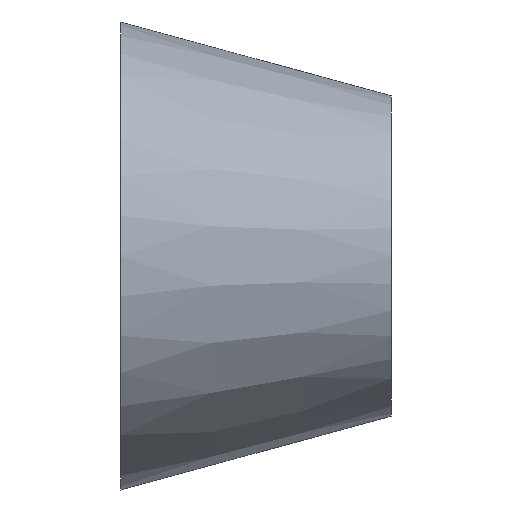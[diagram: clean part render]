
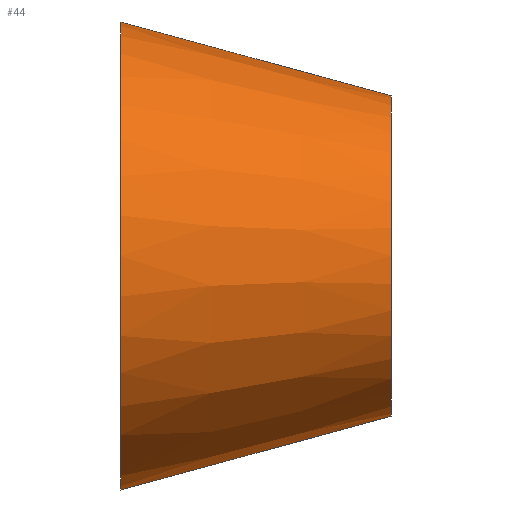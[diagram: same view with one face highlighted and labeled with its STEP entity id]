
A CAD part, front view. The second image highlights one B-rep face of the part: STEP entity #44.
In plain terms, the highlighted conical face has half-angle 15.255 degrees and reference radius 13 mm.
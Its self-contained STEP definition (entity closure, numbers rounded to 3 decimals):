
#11 = CARTESIAN_POINT ( 'NONE',  ( 22., 0., 13. ) ) ;
#12 = CARTESIAN_POINT ( 'NONE',  ( 22., 0., 13. ) ) ;
#20 = VECTOR ( 'NONE', #88, 1000. ) ;
#27 = CARTESIAN_POINT ( 'NONE',  ( 0., 0., -19. ) ) ;
#31 = CARTESIAN_POINT ( 'NONE',  ( 22., 0., -13. ) ) ;
#41 = DIRECTION ( 'NONE',  ( -1., 0., 0. ) ) ;
#44 = ADVANCED_FACE ( 'NONE', ( #140 ), #78, .T. ) ;
#48 = DIRECTION ( 'NONE',  ( 1., 0., 0. ) ) ;
#50 = DIRECTION ( 'NONE',  ( 0., 0., -1. ) ) ;
#52 = CARTESIAN_POINT ( 'NONE',  ( 0., 0., 0. ) ) ;
#54 = CARTESIAN_POINT ( 'NONE',  ( 0., 0., 19. ) ) ;
#74 = AXIS2_PLACEMENT_3D ( 'NONE', #240, #48, #50 ) ;
#78 = CONICAL_SURFACE ( 'NONE', #220, 13., 0.266 ) ;
#87 = CIRCLE ( 'NONE', #74, 13. ) ;
#88 = DIRECTION ( 'NONE',  ( -0.965, 0., -0.263 ) ) ;
#90 = DIRECTION ( 'NONE',  ( -0.965, 0., 0.263 ) ) ;
#92 = EDGE_CURVE ( 'NONE', #234, #143, #163, .T. ) ;
#104 = CARTESIAN_POINT ( 'NONE',  ( 22., 0., 0. ) ) ;
#110 = LINE ( 'NONE', #184, #20 ) ;
#122 = ORIENTED_EDGE ( 'NONE', *, *, #209, .T. ) ;
#128 = DIRECTION ( 'NONE',  ( 1., 0., 0. ) ) ;
#131 = EDGE_CURVE ( 'NONE', #177, #160, #87, .T. ) ;
#134 = VECTOR ( 'NONE', #90, 1000. ) ;
#140 = FACE_OUTER_BOUND ( 'NONE', #218, .T. ) ;
#141 = ORIENTED_EDGE ( 'NONE', *, *, #131, .F. ) ;
#143 = VERTEX_POINT ( 'NONE', #27 ) ;
#159 = ORIENTED_EDGE ( 'NONE', *, *, #204, .F. ) ;
#160 = VERTEX_POINT ( 'NONE', #31 ) ;
#163 = CIRCLE ( 'NONE', #245, 19. ) ;
#177 = VERTEX_POINT ( 'NONE', #11 ) ;
#184 = CARTESIAN_POINT ( 'NONE',  ( 22., 0., -13. ) ) ;
#185 = LINE ( 'NONE', #12, #134 ) ;
#204 = EDGE_CURVE ( 'NONE', #160, #143, #110, .T. ) ;
#209 = EDGE_CURVE ( 'NONE', #177, #234, #185, .T. ) ;
#216 = ORIENTED_EDGE ( 'NONE', *, *, #92, .T. ) ;
#218 = EDGE_LOOP ( 'NONE', ( #159, #141, #122, #216 ) ) ;
#220 = AXIS2_PLACEMENT_3D ( 'NONE', #104, #41, #242 ) ;
#234 = VERTEX_POINT ( 'NONE', #54 ) ;
#240 = CARTESIAN_POINT ( 'NONE',  ( 22., 0., 0. ) ) ;
#242 = DIRECTION ( 'NONE',  ( 0., 0., 1. ) ) ;
#244 = DIRECTION ( 'NONE',  ( 0., 0., -1. ) ) ;
#245 = AXIS2_PLACEMENT_3D ( 'NONE', #52, #128, #244 ) ;
